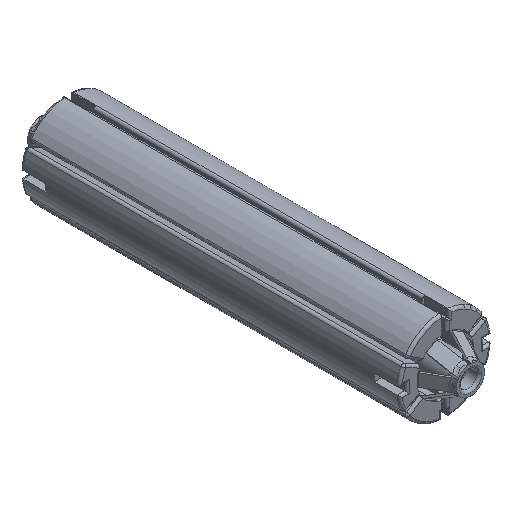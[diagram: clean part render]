
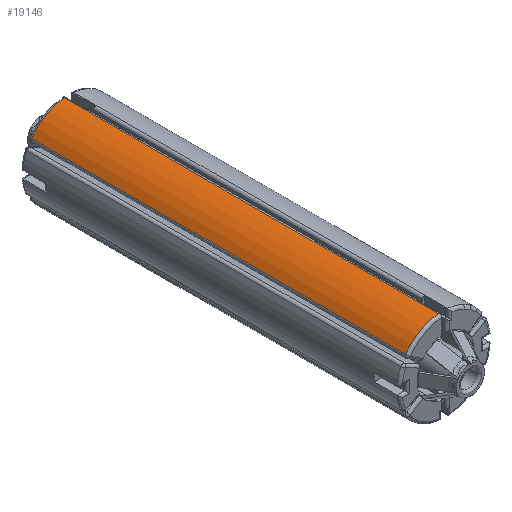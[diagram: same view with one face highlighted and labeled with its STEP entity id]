
A CAD part, isometric view. The second image highlights one B-rep face of the part: STEP entity #19146.
In plain terms, the highlighted cylindrical face has radius 18.4 mm (diameter 36.8 mm), a partial arc.
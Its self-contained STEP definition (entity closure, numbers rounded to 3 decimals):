
#838 = ORIENTED_EDGE ( 'NONE', *, *, #10181, .T. ) ;
#1526 = CARTESIAN_POINT ( 'NONE',  ( -1.858, -74.5, 18.306 ) ) ;
#2219 = DIRECTION ( 'NONE',  ( -0.866, 0., -0.5 ) ) ;
#5573 = CARTESIAN_POINT ( 'NONE',  ( -14.925, 0., 10.762 ) ) ;
#6351 = EDGE_CURVE ( 'NONE', #19277, #22695, #35794, .T. ) ;
#6572 = CARTESIAN_POINT ( 'NONE',  ( -1.858, 74.5, 18.306 ) ) ;
#6639 = CARTESIAN_POINT ( 'NONE',  ( -1.858, 0., 18.306 ) ) ;
#8053 = CYLINDRICAL_SURFACE ( 'NONE', #37579, 18.4 ) ;
#8834 = DIRECTION ( 'NONE',  ( 0., -1., 0. ) ) ;
#10033 = LINE ( 'NONE', #6639, #26020 ) ;
#10181 = EDGE_CURVE ( 'NONE', #19277, #25605, #10033, .T. ) ;
#10605 = DIRECTION ( 'NONE',  ( 0., 0., -1. ) ) ;
#10741 = DIRECTION ( 'NONE',  ( 0., 0., -1. ) ) ;
#10769 = AXIS2_PLACEMENT_3D ( 'NONE', #19648, #13816, #10605 ) ;
#11119 = CARTESIAN_POINT ( 'NONE',  ( 0., 74.5, 0. ) ) ;
#12420 = VERTEX_POINT ( 'NONE', #30698 ) ;
#13294 = ORIENTED_EDGE ( 'NONE', *, *, #6351, .F. ) ;
#13816 = DIRECTION ( 'NONE',  ( 0., -1., 0. ) ) ;
#14794 = DIRECTION ( 'NONE',  ( 0., -1., 0. ) ) ;
#15832 = EDGE_CURVE ( 'NONE', #25605, #12420, #17143, .T. ) ;
#17143 = CIRCLE ( 'NONE', #29969, 18.4 ) ;
#17874 = CARTESIAN_POINT ( 'NONE',  ( 0., 0., 0. ) ) ;
#19146 = ADVANCED_FACE ( 'NONE', ( #27101 ), #8053, .T. ) ;
#19259 = CARTESIAN_POINT ( 'NONE',  ( -14.925, -74.5, 10.762 ) ) ;
#19277 = VERTEX_POINT ( 'NONE', #1526 ) ;
#19648 = CARTESIAN_POINT ( 'NONE',  ( 0., -74.5, 0. ) ) ;
#21504 = ORIENTED_EDGE ( 'NONE', *, *, #15832, .T. ) ;
#22695 = VERTEX_POINT ( 'NONE', #19259 ) ;
#25605 = VERTEX_POINT ( 'NONE', #6572 ) ;
#26020 = VECTOR ( 'NONE', #31531, 1000. ) ;
#27101 = FACE_OUTER_BOUND ( 'NONE', #33639, .T. ) ;
#29969 = AXIS2_PLACEMENT_3D ( 'NONE', #11119, #35645, #10741 ) ;
#30698 = CARTESIAN_POINT ( 'NONE',  ( -14.925, 74.5, 10.762 ) ) ;
#31531 = DIRECTION ( 'NONE',  ( 0., 1., 0. ) ) ;
#33088 = LINE ( 'NONE', #5573, #37784 ) ;
#33639 = EDGE_LOOP ( 'NONE', ( #38724, #13294, #838, #21504 ) ) ;
#35645 = DIRECTION ( 'NONE',  ( 0., -1., 0. ) ) ;
#35794 = CIRCLE ( 'NONE', #10769, 18.4 ) ;
#37579 = AXIS2_PLACEMENT_3D ( 'NONE', #17874, #8834, #2219 ) ;
#37653 = EDGE_CURVE ( 'NONE', #12420, #22695, #33088, .T. ) ;
#37784 = VECTOR ( 'NONE', #14794, 1000. ) ;
#38724 = ORIENTED_EDGE ( 'NONE', *, *, #37653, .T. ) ;
